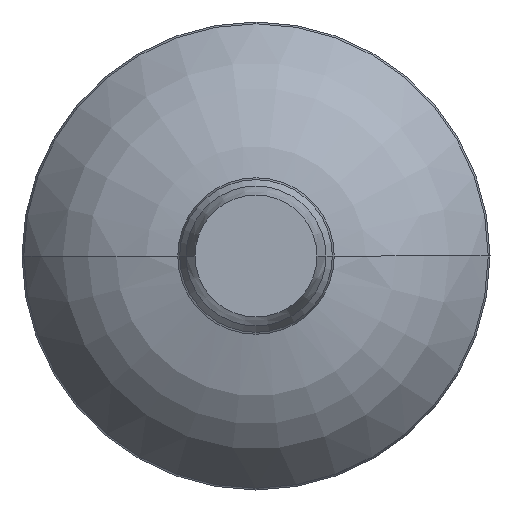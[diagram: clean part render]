
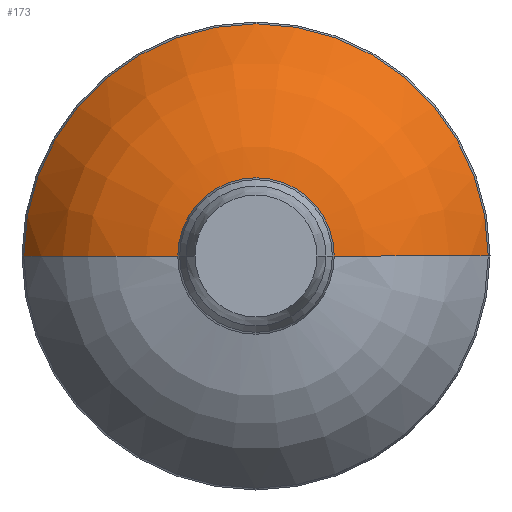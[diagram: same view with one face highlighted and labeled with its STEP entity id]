
A CAD part, left-side view. The second image highlights one B-rep face of the part: STEP entity #173.
In plain terms, the highlighted toroidal (fillet/blend) face has major radius 1.149 mm and minor radius 3.959 mm.
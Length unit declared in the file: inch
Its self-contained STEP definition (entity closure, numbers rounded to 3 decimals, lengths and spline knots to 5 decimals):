
#28 = DIRECTION ( 'NONE',  ( 0., 0., 1. ) ) ;
#30 = CARTESIAN_POINT ( 'NONE',  ( 0.056, 0.04523, 0. ) ) ;
#39 = AXIS2_PLACEMENT_3D ( 'NONE', #299, #28, #574 ) ;
#52 = DIRECTION ( 'NONE',  ( 0., 1., 0. ) ) ;
#53 = VERTEX_POINT ( 'NONE', #172 ) ;
#54 = DIRECTION ( 'NONE',  ( 1., 0., 0. ) ) ;
#81 = ORIENTED_EDGE ( 'NONE', *, *, #618, .T. ) ;
#108 = CARTESIAN_POINT ( 'NONE',  ( -0.099, 0., 0. ) ) ;
#120 = EDGE_CURVE ( 'NONE', #396, #53, #244, .T. ) ;
#136 = EDGE_CURVE ( 'NONE', #338, #396, #359, .T. ) ;
#151 = CARTESIAN_POINT ( 'NONE',  ( -0.01767, 0., 0. ) ) ;
#162 = DIRECTION ( 'NONE',  ( 1., 0., 0. ) ) ;
#165 = AXIS2_PLACEMENT_3D ( 'NONE', #108, #319, #52 ) ;
#168 = DIRECTION ( 'NONE',  ( 0., 0., -1. ) ) ;
#172 = CARTESIAN_POINT ( 'NONE',  ( -0.01767, -0.18257, 0. ) ) ;
#173 = ADVANCED_FACE ( 'NONE', ( #815 ), #615, .T. ) ;
#232 = VERTEX_POINT ( 'NONE', #322 ) ;
#244 = CIRCLE ( 'NONE', #757, 0.18257 ) ;
#269 = CARTESIAN_POINT ( 'NONE',  ( -0.099, 0.0615, 0. ) ) ;
#289 = CIRCLE ( 'NONE', #39, 0.15585 ) ;
#299 = CARTESIAN_POINT ( 'NONE',  ( 0.056, -0.04523, 0. ) ) ;
#312 = DIRECTION ( 'NONE',  ( 0., 1., 0. ) ) ;
#319 = DIRECTION ( 'NONE',  ( 1., 0., 0. ) ) ;
#322 = CARTESIAN_POINT ( 'NONE',  ( -0.099, -0.0615, 0. ) ) ;
#338 = VERTEX_POINT ( 'NONE', #269 ) ;
#344 = AXIS2_PLACEMENT_3D ( 'NONE', #606, #54, #312 ) ;
#359 = CIRCLE ( 'NONE', #707, 0.15585 ) ;
#396 = VERTEX_POINT ( 'NONE', #765 ) ;
#486 = ORIENTED_EDGE ( 'NONE', *, *, #136, .F. ) ;
#509 = ORIENTED_EDGE ( 'NONE', *, *, #570, .T. ) ;
#545 = EDGE_LOOP ( 'NONE', ( #81, #509, #849, #486 ) ) ;
#563 = CIRCLE ( 'NONE', #165, 0.0615 ) ;
#570 = EDGE_CURVE ( 'NONE', #232, #53, #289, .T. ) ;
#574 = DIRECTION ( 'NONE',  ( 0., -1., 0. ) ) ;
#606 = CARTESIAN_POINT ( 'NONE',  ( 0.056, 0., 0. ) ) ;
#615 = TOROIDAL_SURFACE ( 'NONE', #344, 0.04523, 0.15585 ) ;
#618 = EDGE_CURVE ( 'NONE', #338, #232, #563, .T. ) ;
#707 = AXIS2_PLACEMENT_3D ( 'NONE', #30, #168, #877 ) ;
#757 = AXIS2_PLACEMENT_3D ( 'NONE', #151, #162, #846 ) ;
#765 = CARTESIAN_POINT ( 'NONE',  ( -0.01767, 0.18257, 0. ) ) ;
#815 = FACE_OUTER_BOUND ( 'NONE', #545, .T. ) ;
#846 = DIRECTION ( 'NONE',  ( 0., 1., 0. ) ) ;
#849 = ORIENTED_EDGE ( 'NONE', *, *, #120, .F. ) ;
#877 = DIRECTION ( 'NONE',  ( -1., 0., 0. ) ) ;
